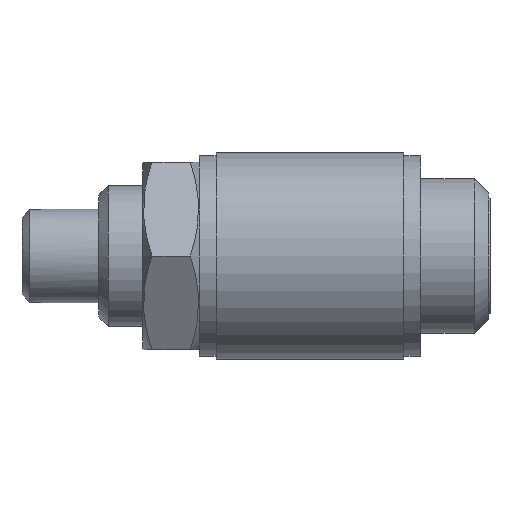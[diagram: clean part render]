
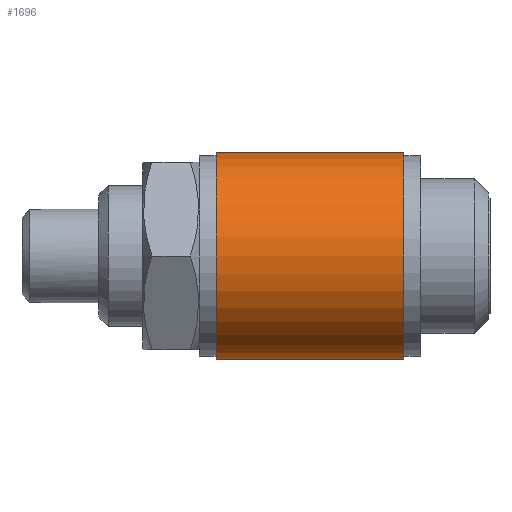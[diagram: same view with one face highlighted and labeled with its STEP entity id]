
A CAD part, left-side view. The second image highlights one B-rep face of the part: STEP entity #1696.
In plain terms, the highlighted cylindrical face has radius 11 mm (diameter 22 mm), a partial arc.
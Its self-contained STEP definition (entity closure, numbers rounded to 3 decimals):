
#59 = DIRECTION ( 'NONE',  ( 0., 1., 0. ) ) ;
#78 = CARTESIAN_POINT ( 'NONE',  ( 0., 9.5, -11. ) ) ;
#85 = DIRECTION ( 'NONE',  ( 0., 1., 0. ) ) ;
#86 = VECTOR ( 'NONE', #85, 1000. ) ;
#87 = CARTESIAN_POINT ( 'NONE',  ( 0., 33.086, -11. ) ) ;
#88 = LINE ( 'NONE', #87, #86 ) ;
#89 = CARTESIAN_POINT ( 'NONE',  ( 0., 9.5, 11. ) ) ;
#91 = CARTESIAN_POINT ( 'NONE',  ( 0., 29.5, -11. ) ) ;
#119 = VECTOR ( 'NONE', #59, 1000. ) ;
#120 = CARTESIAN_POINT ( 'NONE',  ( 0., 33.086, 11. ) ) ;
#121 = LINE ( 'NONE', #120, #119 ) ;
#127 = CARTESIAN_POINT ( 'NONE',  ( 0., 29.5, 11. ) ) ;
#345 = DIRECTION ( 'NONE',  ( 0., 1., 0. ) ) ;
#346 = DIRECTION ( 'NONE',  ( -1., 0., 0. ) ) ;
#389 = CARTESIAN_POINT ( 'NONE',  ( 0., 9.5, 0. ) ) ;
#390 = CIRCLE ( 'NONE', #430, 11. ) ;
#430 = AXIS2_PLACEMENT_3D ( 'NONE', #389, #345, #346 ) ;
#442 = DIRECTION ( 'NONE',  ( 1., 0., 0. ) ) ;
#443 = DIRECTION ( 'NONE',  ( 0., -1., 0. ) ) ;
#444 = CARTESIAN_POINT ( 'NONE',  ( 0., 29.5, 0. ) ) ;
#508 = AXIS2_PLACEMENT_3D ( 'NONE', #444, #443, #442 ) ;
#509 = CIRCLE ( 'NONE', #508, 11. ) ;
#532 = FACE_OUTER_BOUND ( 'NONE', #1697, .T. ) ;
#533 = DIRECTION ( 'NONE',  ( 0., 1., 0. ) ) ;
#534 = CARTESIAN_POINT ( 'NONE',  ( 0., 33.086, 0. ) ) ;
#536 = DIRECTION ( 'NONE',  ( 0., 0., 1. ) ) ;
#546 = CYLINDRICAL_SURFACE ( 'NONE', #547, 11. ) ;
#547 = AXIS2_PLACEMENT_3D ( 'NONE', #534, #533, #536 ) ;
#1533 = VERTEX_POINT ( 'NONE', #89 ) ;
#1534 = VERTEX_POINT ( 'NONE', #78 ) ;
#1536 = EDGE_CURVE ( 'NONE', #1534, #1537, #88, .T. ) ;
#1537 = VERTEX_POINT ( 'NONE', #91 ) ;
#1540 = VERTEX_POINT ( 'NONE', #127 ) ;
#1542 = EDGE_CURVE ( 'NONE', #1533, #1540, #121, .T. ) ;
#1654 = ORIENTED_EDGE ( 'NONE', *, *, #1536, .F. ) ;
#1655 = ORIENTED_EDGE ( 'NONE', *, *, #1656, .T. ) ;
#1656 = EDGE_CURVE ( 'NONE', #1534, #1533, #390, .T. ) ;
#1657 = ORIENTED_EDGE ( 'NONE', *, *, #1542, .T. ) ;
#1658 = ORIENTED_EDGE ( 'NONE', *, *, #1659, .T. ) ;
#1659 = EDGE_CURVE ( 'NONE', #1540, #1537, #509, .T. ) ;
#1696 = ADVANCED_FACE ( 'NONE', ( #532 ), #546, .T. ) ;
#1697 = EDGE_LOOP ( 'NONE', ( #1654, #1655, #1657, #1658 ) ) ;
